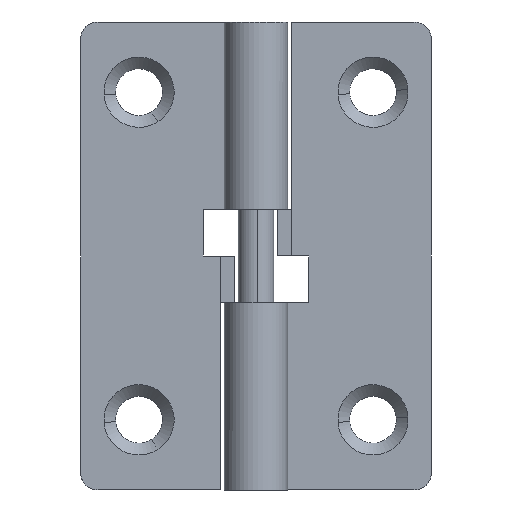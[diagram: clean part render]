
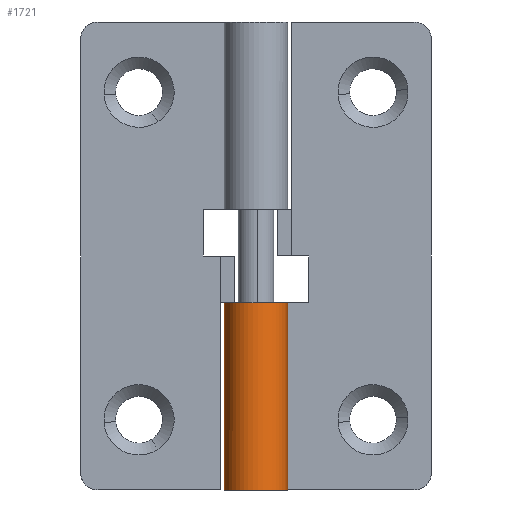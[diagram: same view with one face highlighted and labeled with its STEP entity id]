
A CAD part, front view. The second image highlights one B-rep face of the part: STEP entity #1721.
In plain terms, the highlighted free-form (B-spline) face has degree [1, 2] with [2, 7] control points.
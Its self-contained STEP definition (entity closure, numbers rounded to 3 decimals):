
#1347=CARTESIAN_POINT('',(0.0,2.7,16.0));
#1348=VERTEX_POINT('',#1347);
#1349=CARTESIAN_POINT('',(2.278,1.45,16.0));
#1350=VERTEX_POINT('',#1349);
#1351=CARTESIAN_POINT('',(0.0,2.7,16.0));
#1352=CARTESIAN_POINT('',(-2.095,2.7,16.));
#1353=CARTESIAN_POINT('',(-2.615,0.671,16.0));
#1354=CARTESIAN_POINT('',(-3.136,-1.359,16.));
#1355=CARTESIAN_POINT('',(-1.299,-2.367,16.0));
#1356=CARTESIAN_POINT('',(0.538,-3.375,16.));
#1357=CARTESIAN_POINT('',(1.97,-1.846,16.0));
#1358=CARTESIAN_POINT('',(3.403,-0.317,16.));
#1359=CARTESIAN_POINT('',(2.278,1.45,16.0));
#1367=(BOUNDED_CURVE()B_SPLINE_CURVE(2,(#1351,#1352,#1353,#1354,#1355,#1356,#1357,#1358,#1359),.UNSPECIFIED.,.F.,.U.)B_SPLINE_CURVE_WITH_KNOTS((3,2,2,2,3),(0.0,0.25,0.5,0.75,1.0),.UNSPECIFIED.)CURVE()GEOMETRIC_REPRESENTATION_ITEM()RATIONAL_B_SPLINE_CURVE((1.0,0.79,1.0,0.79,1.0,0.79,1.0,0.79,1.0))REPRESENTATION_ITEM(''));
#1368=EDGE_CURVE('',#1348,#1350,#1367,.T.);
#1404=CARTESIAN_POINT('',(0.004,2.7,16.0));
#1405=VERTEX_POINT('',#1404);
#1411=CARTESIAN_POINT('',(0.004,2.7,16.0));
#1412=CARTESIAN_POINT('',(0.0,2.7,16.0));
#1413=QUASI_UNIFORM_CURVE('',1,(#1411,#1412),.UNSPECIFIED.,.F.,.U.);
#1414=EDGE_CURVE('',#1405,#1348,#1413,.T.);
#1570=CARTESIAN_POINT('',(0.004,2.7,0.));
#1571=VERTEX_POINT('',#1570);
#1606=CARTESIAN_POINT('',(2.278,1.45,0.));
#1607=VERTEX_POINT('',#1606);
#1613=CARTESIAN_POINT('',(0.004,2.7,0.));
#1614=CARTESIAN_POINT('',(-2.092,2.703,0.));
#1615=CARTESIAN_POINT('',(-2.615,0.673,0.));
#1616=CARTESIAN_POINT('',(-3.137,-1.356,0.));
#1617=CARTESIAN_POINT('',(-1.301,-2.366,0.));
#1618=CARTESIAN_POINT('',(0.536,-3.376,0.));
#1619=CARTESIAN_POINT('',(1.97,-1.847,0.));
#1620=CARTESIAN_POINT('',(3.403,-0.318,0.));
#1621=CARTESIAN_POINT('',(2.278,1.45,0.));
#1629=(BOUNDED_CURVE()B_SPLINE_CURVE(2,(#1613,#1614,#1615,#1616,#1617,#1618,#1619,#1620,#1621),.UNSPECIFIED.,.F.,.U.)B_SPLINE_CURVE_WITH_KNOTS((3,2,2,2,3),(0.0,0.25,0.5,0.75,1.0),.UNSPECIFIED.)CURVE()GEOMETRIC_REPRESENTATION_ITEM()RATIONAL_B_SPLINE_CURVE((1.0,0.79,1.0,0.79,1.0,0.79,1.0,0.79,1.0))REPRESENTATION_ITEM(''));
#1630=EDGE_CURVE('',#1571,#1607,#1629,.T.);
#1678=CARTESIAN_POINT('',(2.278,1.45,0.));
#1679=CARTESIAN_POINT('',(2.278,1.45,16.0));
#1680=QUASI_UNIFORM_CURVE('',1,(#1678,#1679),.UNSPECIFIED.,.F.,.U.);
#1681=EDGE_CURVE('',#1607,#1350,#1680,.T.);
#1688=CARTESIAN_POINT('',(2.227,1.526,-0.4));
#1689=CARTESIAN_POINT('',(2.227,1.526,16.41));
#1690=CARTESIAN_POINT('',(4.146,-1.274,-0.4));
#1691=CARTESIAN_POINT('',(4.146,-1.274,16.41));
#1692=CARTESIAN_POINT('',(0.986,-2.514,-0.4));
#1693=CARTESIAN_POINT('',(0.986,-2.514,16.41));
#1694=CARTESIAN_POINT('',(-2.174,-3.753,-0.4));
#1695=CARTESIAN_POINT('',(-2.174,-3.753,16.41));
#1696=CARTESIAN_POINT('',(-2.671,-0.395,-0.4));
#1697=CARTESIAN_POINT('',(-2.671,-0.395,16.41));
#1698=CARTESIAN_POINT('',(-3.168,2.963,-0.4));
#1699=CARTESIAN_POINT('',(-3.168,2.963,16.41));
#1700=CARTESIAN_POINT('',(0.216,2.691,-0.4));
#1701=CARTESIAN_POINT('',(0.216,2.691,16.41));
#1709=(BOUNDED_SURFACE()B_SPLINE_SURFACE(1,2,((#1688,#1690,#1692,#1694,#1696,#1698,#1700),(#1689,#1691,#1693,#1695,#1697,#1699,#1701)),.UNSPECIFIED.,.F.,.F.,.U.)B_SPLINE_SURFACE_WITH_KNOTS((2,2),(3,2,2,3),(0.0,16.81),(0.0,5.209,10.419,15.628),.UNSPECIFIED.)GEOMETRIC_REPRESENTATION_ITEM()RATIONAL_B_SPLINE_SURFACE(((1.0,0.623,1.0,0.623,1.0,0.623,1.0),(1.0,0.623,1.0,0.623,1.0,0.623,1.0)))REPRESENTATION_ITEM('')SURFACE());
#1710=ORIENTED_EDGE('',*,*,#1414,.F.);
#1711=CARTESIAN_POINT('',(0.004,2.7,0.));
#1712=CARTESIAN_POINT('',(0.004,2.7,16.0));
#1713=QUASI_UNIFORM_CURVE('',1,(#1711,#1712),.UNSPECIFIED.,.F.,.U.);
#1714=EDGE_CURVE('',#1571,#1405,#1713,.T.);
#1715=ORIENTED_EDGE('',*,*,#1714,.F.);
#1716=ORIENTED_EDGE('',*,*,#1630,.T.);
#1717=ORIENTED_EDGE('',*,*,#1681,.T.);
#1718=ORIENTED_EDGE('',*,*,#1368,.F.);
#1719=EDGE_LOOP('',(#1710,#1715,#1716,#1717,#1718));
#1720=FACE_OUTER_BOUND('',#1719,.T.);
#1721=ADVANCED_FACE('',(#1720),#1709,.T.);
